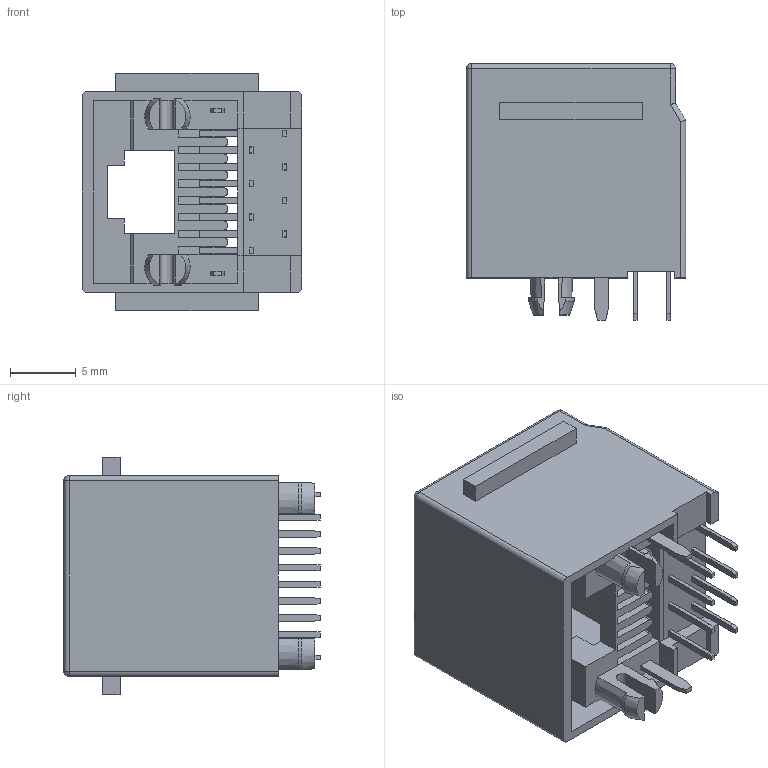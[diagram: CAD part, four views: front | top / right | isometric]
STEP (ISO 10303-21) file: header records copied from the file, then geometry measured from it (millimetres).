
FILE_DESCRIPTION((''),'2;1');
FILE_NAME('955522887','2012-02-29T',('pnb'),(''),'PRO/ENGINEER BY PARAMETRIC TECHNOLOGY CORPORATION, 2003451','PRO/ENGINEER BY PARAMETRIC TECHNOLOGY CORPORATION, 2003451','');
FILE_SCHEMA(('CONFIG_CONTROL_DESIGN'));
Length unit declared in the file: millimetre
Products named in the file (1): 955522887
Bounding box: 16.64 x 19.45 x 18 mm (x, y, z)
Volume: 2103.2 mm3; surface area: 2699.8 mm2
Topology: 1 solids, 1 shells, 395 faces, 1120 edges, 746 vertices
Faces by surface type: plane 323, cylinder 60, cone 8, sphere 4
Entity records: 12813 total; most frequent: CARTESIAN_POINT 2462, ORIENTED_EDGE 2178, DIRECTION 2016, EDGE_CURVE 1089, VECTOR 936, LINE 936, VERTEX_POINT 712, AXIS2_PLACEMENT_3D 540
